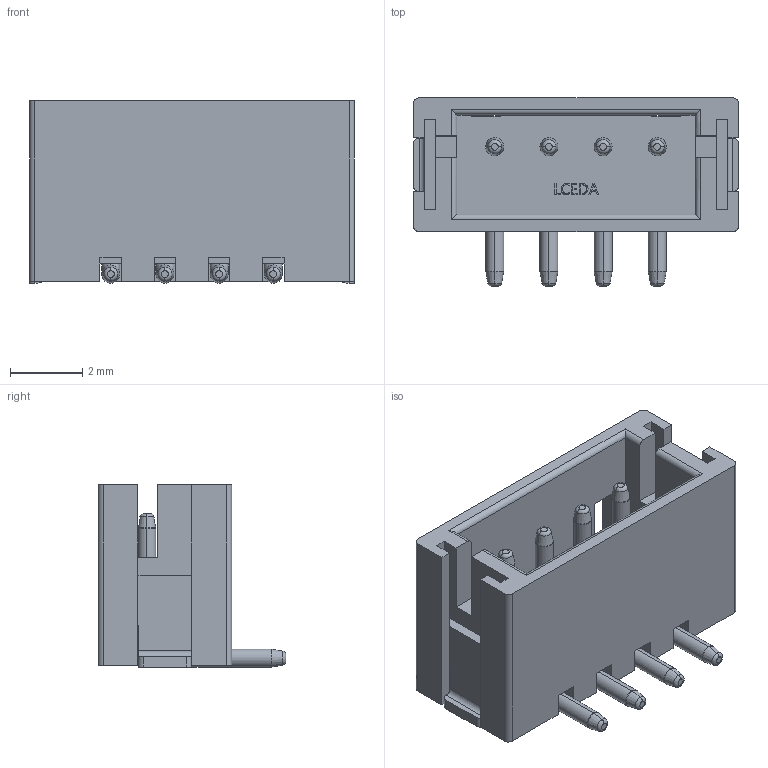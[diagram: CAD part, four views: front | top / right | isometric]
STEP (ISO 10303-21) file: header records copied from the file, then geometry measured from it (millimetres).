
FILE_DESCRIPTION (( 'STEP AP214' ), '1' );
FILE_NAME ('CONN-SMD_ZH1.5-LS-4P.step', '2022-08-08T03:46:28', ( '' ), ( '' ), 'SwSTEP 2.0', 'SolidWorks 2020', '' );
FILE_SCHEMA (( 'AUTOMOTIVE_DESIGN' ));
Length unit declared in the file: millimetre
Products named in the file (1): CONN-SMD_ZH1.5-LS-4P
Bounding box: 9 x 5.2 x 5.05 mm (x, y, z)
Volume: 82.6 mm3; surface area: 367.7 mm2
Topology: 16 solids, 16 shells, 486 faces, 1257 edges, 814 vertices
Faces by surface type: plane 284, bspline 112, torus 40, cylinder 34, cone 16
Entity records: 21484 total; most frequent: CARTESIAN_POINT 4762, ORIENTED_EDGE 2514, DIRECTION 1915, EDGE_CURVE 1257, LINE 869, VECTOR 869, VERTEX_POINT 814, AXIS2_PLACEMENT_3D 523
